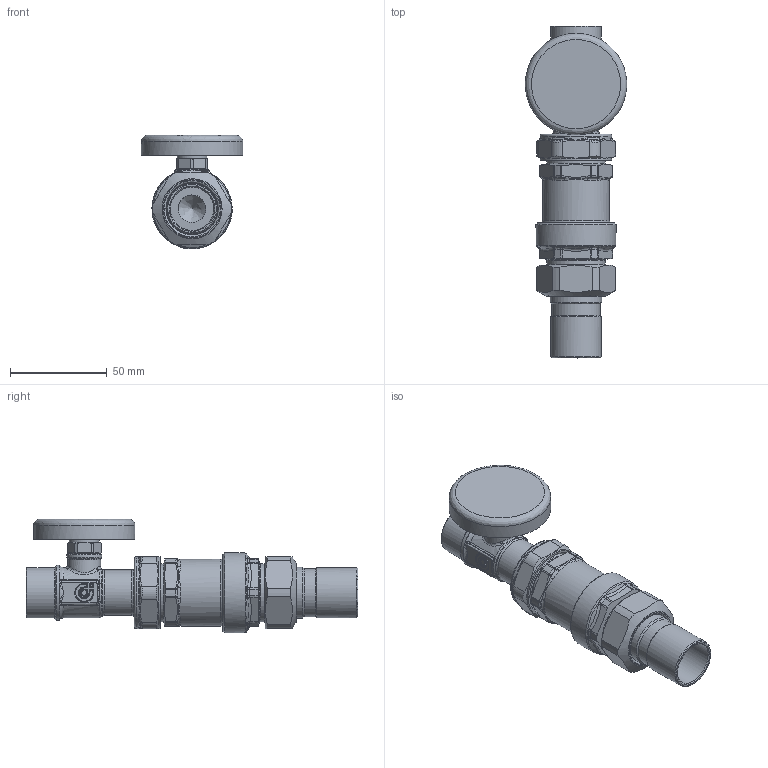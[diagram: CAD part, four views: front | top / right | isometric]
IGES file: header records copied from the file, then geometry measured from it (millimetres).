
Global section: file name: 127158AFC_Simplify_1; native system: Autodesk Inventor 2025; preprocessor: unknown; author: ischreiner; date: 20250724.132649; units: inch
Bounding box: 52.27 x 171.12 x 58.56 mm (x, y, z)
Volume: 95128.5 mm3; surface area: 45987.8 mm2
Topology: 4 solids, 4 shells, 708 faces, 1681 edges, 951 vertices
Faces by surface type: bspline 708
